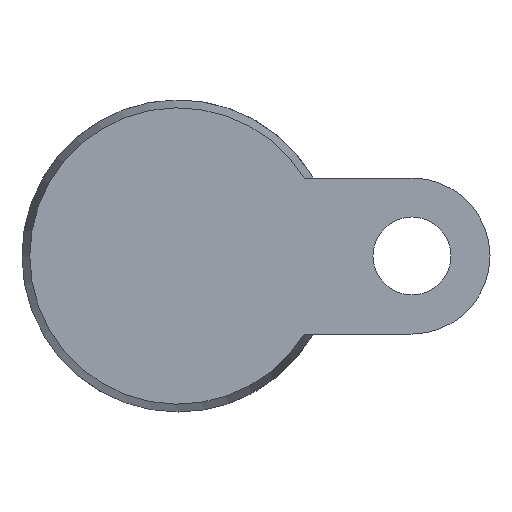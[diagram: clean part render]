
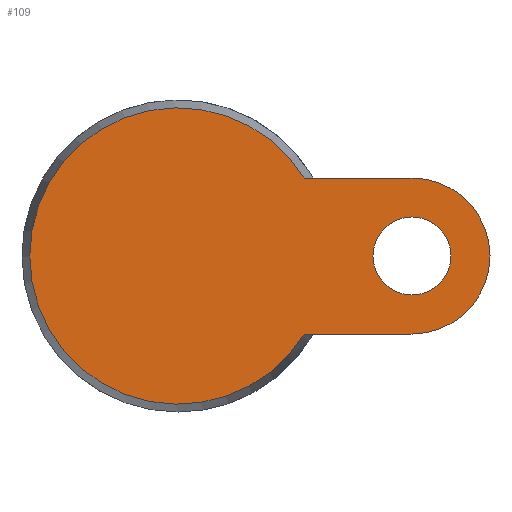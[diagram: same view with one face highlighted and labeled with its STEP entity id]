
A CAD part, front view. The second image highlights one B-rep face of the part: STEP entity #109.
In plain terms, the highlighted planar face has unit normal (0, -1, 0).
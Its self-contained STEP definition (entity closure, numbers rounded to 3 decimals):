
#109 = ADVANCED_FACE( '', ( #240, #241 ), #242, .F. );
#240 = FACE_BOUND( '', #399, .T. );
#241 = FACE_OUTER_BOUND( '', #400, .T. );
#242 = PLANE( '', #401 );
#399 = EDGE_LOOP( '', ( #652 ) );
#400 = EDGE_LOOP( '', ( #653, #654, #655, #656 ) );
#401 = AXIS2_PLACEMENT_3D( '', #657, #658, #659 );
#652 = ORIENTED_EDGE( '', *, *, #923, .T. );
#653 = ORIENTED_EDGE( '', *, *, #924, .F. );
#654 = ORIENTED_EDGE( '', *, *, #925, .T. );
#655 = ORIENTED_EDGE( '', *, *, #840, .F. );
#656 = ORIENTED_EDGE( '', *, *, #926, .F. );
#657 = CARTESIAN_POINT( '', ( 28.5, 0., 0. ) );
#658 = DIRECTION( '', ( 0., 1., 0. ) );
#659 = DIRECTION( '', ( 0., 0., 1. ) );
#840 = EDGE_CURVE( '', #971, #972, #973, .T. );
#923 = EDGE_CURVE( '', #1101, #1101, #1102, .T. );
#924 = EDGE_CURVE( '', #1103, #1104, #1105, .T. );
#925 = EDGE_CURVE( '', #1103, #972, #1106, .T. );
#926 = EDGE_CURVE( '', #1104, #971, #1107, .T. );
#971 = VERTEX_POINT( '', #1160 );
#972 = VERTEX_POINT( '', #1161 );
#973 = LINE( '', #1162, #1163 );
#1101 = VERTEX_POINT( '', #1432 );
#1102 = CIRCLE( '', #1433, 7.5 );
#1103 = VERTEX_POINT( '', #1434 );
#1104 = VERTEX_POINT( '', #1435 );
#1105 = LINE( '', #1436, #1437 );
#1106 = CIRCLE( '', #1438, 28.5 );
#1107 = CIRCLE( '', #1439, 15. );
#1160 = CARTESIAN_POINT( '', ( 45., 0., -15. ) );
#1161 = CARTESIAN_POINT( '', ( 24.233, 0., -15. ) );
#1162 = CARTESIAN_POINT( '', ( 45., 0., -15. ) );
#1163 = VECTOR( '', #1520, 1000. );
#1432 = CARTESIAN_POINT( '', ( 52.5, 0., 0. ) );
#1433 = AXIS2_PLACEMENT_3D( '', #1596, #1597, #1598 );
#1434 = CARTESIAN_POINT( '', ( 24.233, 0., 15. ) );
#1435 = CARTESIAN_POINT( '', ( 45., 0., 15. ) );
#1436 = CARTESIAN_POINT( '', ( 0., 0., 15. ) );
#1437 = VECTOR( '', #1599, 1000. );
#1438 = AXIS2_PLACEMENT_3D( '', #1600, #1601, #1602 );
#1439 = AXIS2_PLACEMENT_3D( '', #1603, #1604, #1605 );
#1520 = DIRECTION( '', ( -1., 0., 0. ) );
#1596 = CARTESIAN_POINT( '', ( 45., 0., 0. ) );
#1597 = DIRECTION( '', ( 0., 1., 0. ) );
#1598 = DIRECTION( '', ( 1., 0., 0. ) );
#1599 = DIRECTION( '', ( 1., 0., 0. ) );
#1600 = CARTESIAN_POINT( '', ( 0., 0., 0. ) );
#1601 = DIRECTION( '', ( 0., -1., 0. ) );
#1602 = DIRECTION( '', ( 0., 0., -1. ) );
#1603 = CARTESIAN_POINT( '', ( 45., 0., 0. ) );
#1604 = DIRECTION( '', ( 0., 1., 0. ) );
#1605 = DIRECTION( '', ( 1., 0., 0. ) );
